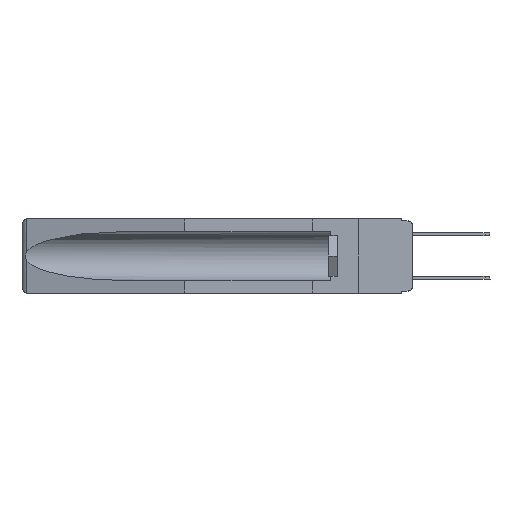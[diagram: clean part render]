
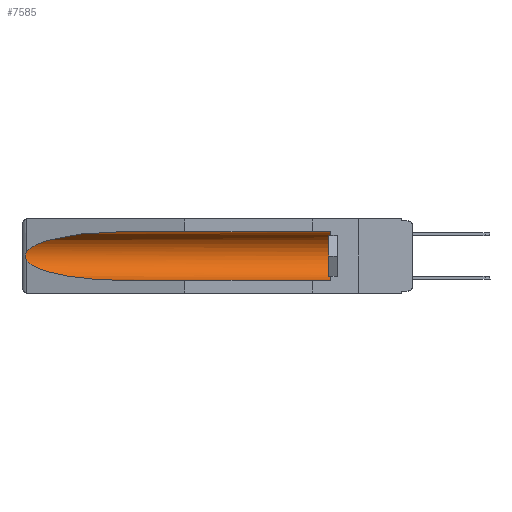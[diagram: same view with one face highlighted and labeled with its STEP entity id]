
A CAD part, left-side view. The second image highlights one B-rep face of the part: STEP entity #7585.
In plain terms, the highlighted cylindrical face has radius 2.857 mm (diameter 5.715 mm), a partial arc.
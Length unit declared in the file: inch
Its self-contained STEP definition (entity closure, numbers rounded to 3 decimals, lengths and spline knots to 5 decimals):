
#318 = CARTESIAN_POINT ( 'NONE',  ( 0.26537, 1.52718, -0.19328 ) ) ;
#699 = CARTESIAN_POINT ( 'NONE',  ( 0.25451, 1.48313, -0.24835 ) ) ;
#730 = CIRCLE ( 'NONE', #24237, 0.1125 ) ;
#845 = LINE ( 'NONE', #14886, #8747 ) ;
#1063 = CARTESIAN_POINT ( 'NONE',  ( 0.2673, 1.5327, -0.16383 ) ) ;
#1347 = CARTESIAN_POINT ( 'NONE',  ( 0.26537, 1.52718, -0.14972 ) ) ;
#1380 = EDGE_CURVE ( 'NONE', #23035, #10809, #24345, .T. ) ;
#1659 = CARTESIAN_POINT ( 'NONE',  ( 0.155, -0.30754, -0.059 ) ) ;
#1887 = ORIENTED_EDGE ( 'NONE', *, *, #9477, .F. ) ;
#2064 = DIRECTION ( 'NONE',  ( 0., -1., 0. ) ) ;
#2805 = B_SPLINE_CURVE_WITH_KNOTS ( 'NONE', 3,
 ( #1347, #25008, #15547, #1063, #23055, #17262, #3441, #21333, #5545, #9095 ),
 .UNSPECIFIED., .F., .F.,
 ( 4, 2, 2, 2, 4 ),
 ( 0., 0.00029, 0.00058, 0.00087, 0.00117 ),
 .UNSPECIFIED. ) ;
#3441 = CARTESIAN_POINT ( 'NONE',  ( 0.2673, 1.53269, -0.17917 ) ) ;
#3469 =( BOUNDED_CURVE ( )  B_SPLINE_CURVE ( 3, ( #17216, #25239, #23246, #21279 ),
 .UNSPECIFIED., .F., .T. ) 
 B_SPLINE_CURVE_WITH_KNOTS ( ( 4, 4 ),
 ( 4.71239, 6.08839 ),
 .UNSPECIFIED. ) 
 CURVE ( )  GEOMETRIC_REPRESENTATION_ITEM ( )  RATIONAL_B_SPLINE_CURVE ( ( 1., 0.848, 0.848, 1. ) ) 
 REPRESENTATION_ITEM ( '' )  );
#3898 = DIRECTION ( 'NONE',  ( 0., 1., 0. ) ) ;
#4176 = EDGE_CURVE ( 'NONE', #7992, #23035, #2805, .T. ) ;
#4637 = ORIENTED_EDGE ( 'NONE', *, *, #25700, .T. ) ;
#4644 = ORIENTED_EDGE ( 'NONE', *, *, #17033, .T. ) ;
#5140 = CARTESIAN_POINT ( 'NONE',  ( 0.26537, 1.52718, -0.19328 ) ) ;
#5545 = CARTESIAN_POINT ( 'NONE',  ( 0.26597, 1.5296, -0.19026 ) ) ;
#5995 = DIRECTION ( 'NONE',  ( 0., 0., 1. ) ) ;
#6206 = ORIENTED_EDGE ( 'NONE', *, *, #7473, .T. ) ;
#6876 = DIRECTION ( 'NONE',  ( 0., 1., 0. ) ) ;
#7473 = EDGE_CURVE ( 'NONE', #10993, #21013, #730, .T. ) ;
#7585 = ADVANCED_FACE ( 'NONE', ( #17721 ), #25736, .F. ) ;
#7625 = CARTESIAN_POINT ( 'NONE',  ( 0.155, 0.126, -0.284 ) ) ;
#7709 = CARTESIAN_POINT ( 'NONE',  ( 0.155, -0.30754, -0.1715 ) ) ;
#7992 = VERTEX_POINT ( 'NONE', #15807 ) ;
#8730 = EDGE_LOOP ( 'NONE', ( #4637, #15729, #13728, #1887, #6206, #4644 ) ) ;
#8747 = VECTOR ( 'NONE', #6876, 39.37008 ) ;
#9095 = CARTESIAN_POINT ( 'NONE',  ( 0.26537, 1.52718, -0.19328 ) ) ;
#9477 = EDGE_CURVE ( 'NONE', #10993, #10809, #845, .T. ) ;
#9979 = AXIS2_PLACEMENT_3D ( 'NONE', #7709, #3898, #15612 ) ;
#10809 = VERTEX_POINT ( 'NONE', #15288 ) ;
#10993 = VERTEX_POINT ( 'NONE', #7625 ) ;
#12121 = DIRECTION ( 'NONE',  ( 0., 1., 0. ) ) ;
#13615 = CARTESIAN_POINT ( 'NONE',  ( 0.155, 0.126, -0.1715 ) ) ;
#13661 = CARTESIAN_POINT ( 'NONE',  ( 0.155, 1.07973, -0.059 ) ) ;
#13728 = ORIENTED_EDGE ( 'NONE', *, *, #1380, .T. ) ;
#14886 = CARTESIAN_POINT ( 'NONE',  ( 0.155, -0.30754, -0.284 ) ) ;
#15084 = VECTOR ( 'NONE', #12121, 39.37008 ) ;
#15288 = CARTESIAN_POINT ( 'NONE',  ( 0.155, 1.07973, -0.284 ) ) ;
#15547 = CARTESIAN_POINT ( 'NONE',  ( 0.26654, 1.53092, -0.15636 ) ) ;
#15612 = DIRECTION ( 'NONE',  ( 0., 0., 1. ) ) ;
#15729 = ORIENTED_EDGE ( 'NONE', *, *, #4176, .T. ) ;
#15807 = CARTESIAN_POINT ( 'NONE',  ( 0.26537, 1.52718, -0.14972 ) ) ;
#16616 = CARTESIAN_POINT ( 'NONE',  ( 0.21114, 1.30732, -0.284 ) ) ;
#17033 = EDGE_CURVE ( 'NONE', #21013, #25370, #22262, .T. ) ;
#17216 = CARTESIAN_POINT ( 'NONE',  ( 0.155, 1.07973, -0.059 ) ) ;
#17262 = CARTESIAN_POINT ( 'NONE',  ( 0.2675, 1.53308, -0.17534 ) ) ;
#17721 = FACE_OUTER_BOUND ( 'NONE', #8730, .T. ) ;
#18716 = CARTESIAN_POINT ( 'NONE',  ( 0.155, 1.07973, -0.284 ) ) ;
#21013 = VERTEX_POINT ( 'NONE', #25217 ) ;
#21279 = CARTESIAN_POINT ( 'NONE',  ( 0.26537, 1.52718, -0.14972 ) ) ;
#21333 = CARTESIAN_POINT ( 'NONE',  ( 0.26655, 1.53094, -0.18657 ) ) ;
#22262 = LINE ( 'NONE', #1659, #15084 ) ;
#23035 = VERTEX_POINT ( 'NONE', #5140 ) ;
#23055 = CARTESIAN_POINT ( 'NONE',  ( 0.2675, 1.53308, -0.16763 ) ) ;
#23246 = CARTESIAN_POINT ( 'NONE',  ( 0.25451, 1.48313, -0.09465 ) ) ;
#24237 = AXIS2_PLACEMENT_3D ( 'NONE', #13615, #2064, #5995 ) ;
#24345 =( BOUNDED_CURVE ( )  B_SPLINE_CURVE ( 3, ( #318, #699, #16616, #18716 ),
 .UNSPECIFIED., .F., .T. ) 
 B_SPLINE_CURVE_WITH_KNOTS ( ( 4, 4 ),
 ( 0.1948, 1.5708 ),
 .UNSPECIFIED. ) 
 CURVE ( )  GEOMETRIC_REPRESENTATION_ITEM ( )  RATIONAL_B_SPLINE_CURVE ( ( 1., 0.848, 0.848, 1. ) ) 
 REPRESENTATION_ITEM ( '' )  );
#25008 = CARTESIAN_POINT ( 'NONE',  ( 0.26597, 1.52961, -0.15275 ) ) ;
#25217 = CARTESIAN_POINT ( 'NONE',  ( 0.155, 0.126, -0.059 ) ) ;
#25239 = CARTESIAN_POINT ( 'NONE',  ( 0.21114, 1.30732, -0.059 ) ) ;
#25370 = VERTEX_POINT ( 'NONE', #13661 ) ;
#25700 = EDGE_CURVE ( 'NONE', #25370, #7992, #3469, .T. ) ;
#25736 = CYLINDRICAL_SURFACE ( 'NONE', #9979, 0.1125 ) ;
